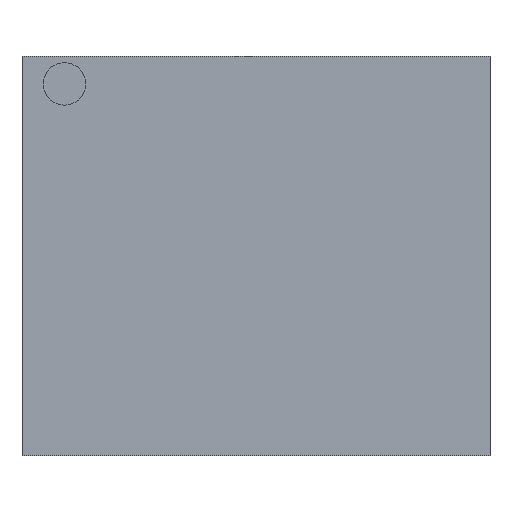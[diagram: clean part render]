
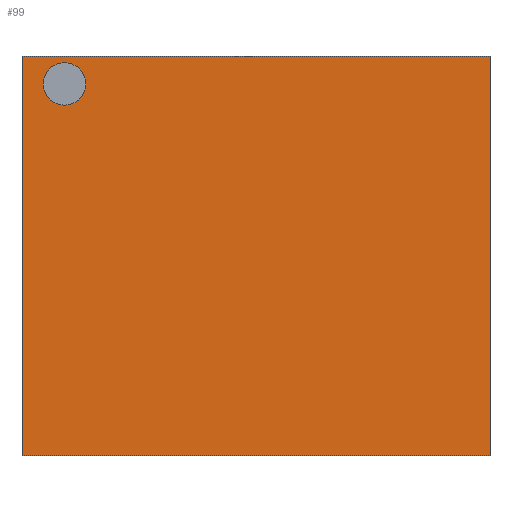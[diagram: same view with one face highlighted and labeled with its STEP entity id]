
A CAD part, top view. The second image highlights one B-rep face of the part: STEP entity #99.
In plain terms, the highlighted planar face has unit normal (0, 0, 1).
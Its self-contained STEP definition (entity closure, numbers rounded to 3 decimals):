
#35 = VERTEX_POINT('',#36);
#36 = CARTESIAN_POINT('',(-2.204,-1.88,0.6));
#51 = VERTEX_POINT('',#52);
#52 = CARTESIAN_POINT('',(-2.204,1.88,0.6));
#58 = EDGE_CURVE('',#35,#51,#59,.T.);
#59 = LINE('',#60,#61);
#60 = CARTESIAN_POINT('',(-2.204,-1.88,0.6));
#61 = VECTOR('',#62,1.);
#62 = DIRECTION('',(0.,1.,0.));
#81 = EDGE_CURVE('',#35,#82,#84,.T.);
#82 = VERTEX_POINT('',#83);
#83 = CARTESIAN_POINT('',(2.204,-1.88,0.6));
#84 = LINE('',#85,#86);
#85 = CARTESIAN_POINT('',(-2.204,-1.88,0.6));
#86 = VECTOR('',#87,1.);
#87 = DIRECTION('',(1.,0.,0.));
#99 = ADVANCED_FACE('',(#100,#118),#129,.T.);
#100 = FACE_BOUND('',#101,.T.);
#101 = EDGE_LOOP('',(#102,#103,#104,#112));
#102 = ORIENTED_EDGE('',*,*,#58,.F.);
#103 = ORIENTED_EDGE('',*,*,#81,.T.);
#104 = ORIENTED_EDGE('',*,*,#105,.T.);
#105 = EDGE_CURVE('',#82,#106,#108,.T.);
#106 = VERTEX_POINT('',#107);
#107 = CARTESIAN_POINT('',(2.204,1.88,0.6));
#108 = LINE('',#109,#110);
#109 = CARTESIAN_POINT('',(2.204,-1.88,0.6));
#110 = VECTOR('',#111,1.);
#111 = DIRECTION('',(0.,1.,0.));
#112 = ORIENTED_EDGE('',*,*,#113,.F.);
#113 = EDGE_CURVE('',#51,#106,#114,.T.);
#114 = LINE('',#115,#116);
#115 = CARTESIAN_POINT('',(-2.204,1.88,0.6));
#116 = VECTOR('',#117,1.);
#117 = DIRECTION('',(1.,0.,0.));
#118 = FACE_BOUND('',#119,.T.);
#119 = EDGE_LOOP('',(#120));
#120 = ORIENTED_EDGE('',*,*,#121,.F.);
#121 = EDGE_CURVE('',#122,#122,#124,.T.);
#122 = VERTEX_POINT('',#123);
#123 = CARTESIAN_POINT('',(-1.604,1.62,0.6));
#124 = CIRCLE('',#125,0.2);
#125 = AXIS2_PLACEMENT_3D('',#126,#127,#128);
#126 = CARTESIAN_POINT('',(-1.804,1.62,0.6));
#127 = DIRECTION('',(0.,0.,1.));
#128 = DIRECTION('',(1.,0.,0.));
#129 = PLANE('',#130);
#130 = AXIS2_PLACEMENT_3D('',#131,#132,#133);
#131 = CARTESIAN_POINT('',(-2.204,-1.88,0.6));
#132 = DIRECTION('',(0.,0.,1.));
#133 = DIRECTION('',(1.,0.,0.));
